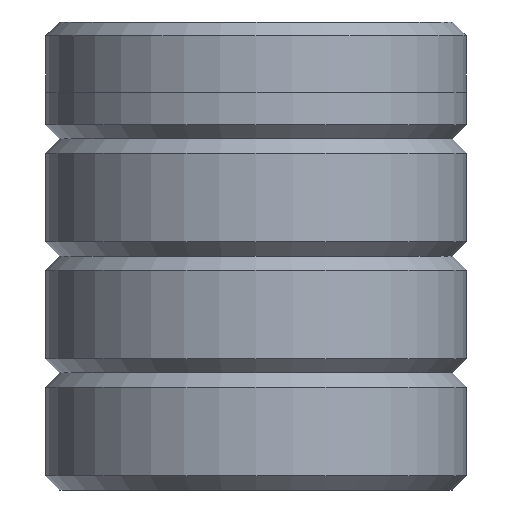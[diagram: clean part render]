
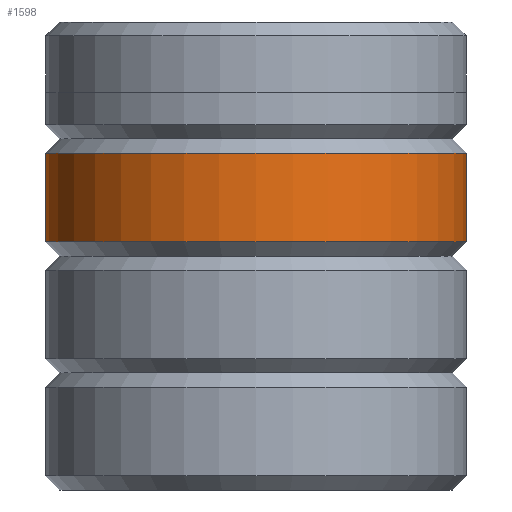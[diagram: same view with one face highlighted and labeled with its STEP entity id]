
A CAD part, front view. The second image highlights one B-rep face of the part: STEP entity #1598.
In plain terms, the highlighted cylindrical face has radius 9 mm (diameter 18 mm), a partial arc.
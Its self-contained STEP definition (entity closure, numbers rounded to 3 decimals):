
#16 = VERTEX_POINT ( 'NONE', #446 ) ;
#21 = EDGE_CURVE ( 'NONE', #646, #16, #330, .T. ) ;
#242 = CARTESIAN_POINT ( 'NONE',  ( 0., 0., 20. ) ) ;
#244 = AXIS2_PLACEMENT_3D ( 'NONE', #890, #1920, #1033 ) ;
#276 = ORIENTED_EDGE ( 'NONE', *, *, #1208, .T. ) ;
#294 = EDGE_LOOP ( 'NONE', ( #381, #1080, #276, #1818 ) ) ;
#316 = DIRECTION ( 'NONE',  ( -1., 0., 0. ) ) ;
#323 = DIRECTION ( 'NONE',  ( 0., 0., -1. ) ) ;
#327 = CARTESIAN_POINT ( 'NONE',  ( 0., 0., 10.6 ) ) ;
#330 = CIRCLE ( 'NONE', #853, 9. ) ;
#364 = LINE ( 'NONE', #1324, #1068 ) ;
#381 = ORIENTED_EDGE ( 'NONE', *, *, #617, .F. ) ;
#402 = DIRECTION ( 'NONE',  ( -1., 0., 0. ) ) ;
#446 = CARTESIAN_POINT ( 'NONE',  ( -9., 0., 10.6 ) ) ;
#563 = CARTESIAN_POINT ( 'NONE',  ( 9., 0., 10.6 ) ) ;
#617 = EDGE_CURVE ( 'NONE', #1287, #646, #1518, .T. ) ;
#646 = VERTEX_POINT ( 'NONE', #563 ) ;
#740 = DIRECTION ( 'NONE',  ( 0., 0., -1. ) ) ;
#780 = CYLINDRICAL_SURFACE ( 'NONE', #1211, 9. ) ;
#853 = AXIS2_PLACEMENT_3D ( 'NONE', #327, #323, #316 ) ;
#890 = CARTESIAN_POINT ( 'NONE',  ( 0., 0., 14.4 ) ) ;
#999 = DIRECTION ( 'NONE',  ( 0., 0., -1. ) ) ;
#1033 = DIRECTION ( 'NONE',  ( -1., 0., 0. ) ) ;
#1068 = VECTOR ( 'NONE', #740, 1000. ) ;
#1080 = ORIENTED_EDGE ( 'NONE', *, *, #1179, .T. ) ;
#1166 = VECTOR ( 'NONE', #1256, 1000. ) ;
#1179 = EDGE_CURVE ( 'NONE', #1287, #1535, #1858, .T. ) ;
#1208 = EDGE_CURVE ( 'NONE', #1535, #16, #364, .T. ) ;
#1211 = AXIS2_PLACEMENT_3D ( 'NONE', #242, #999, #402 ) ;
#1225 = CARTESIAN_POINT ( 'NONE',  ( 9., 0., 14.4 ) ) ;
#1256 = DIRECTION ( 'NONE',  ( 0., 0., -1. ) ) ;
#1287 = VERTEX_POINT ( 'NONE', #1225 ) ;
#1324 = CARTESIAN_POINT ( 'NONE',  ( -9., 0., 20. ) ) ;
#1518 = LINE ( 'NONE', #1558, #1166 ) ;
#1535 = VERTEX_POINT ( 'NONE', #1722 ) ;
#1558 = CARTESIAN_POINT ( 'NONE',  ( 9., 0., 20. ) ) ;
#1598 = ADVANCED_FACE ( 'NONE', ( #1787 ), #780, .T. ) ;
#1722 = CARTESIAN_POINT ( 'NONE',  ( -9., 0., 14.4 ) ) ;
#1787 = FACE_OUTER_BOUND ( 'NONE', #294, .T. ) ;
#1818 = ORIENTED_EDGE ( 'NONE', *, *, #21, .F. ) ;
#1858 = CIRCLE ( 'NONE', #244, 9. ) ;
#1920 = DIRECTION ( 'NONE',  ( 0., 0., -1. ) ) ;
